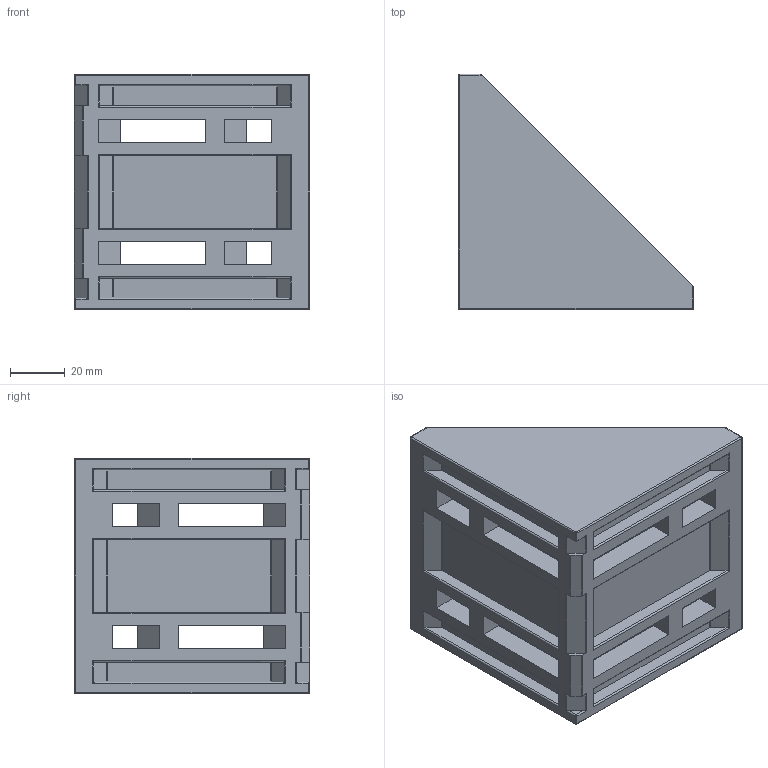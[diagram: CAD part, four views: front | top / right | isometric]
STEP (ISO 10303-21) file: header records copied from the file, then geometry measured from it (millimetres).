
FILE_DESCRIPTION(/* description */ ('SQUADRETTA 87x87'),/* implementation_level */ '2;1');
FILE_NAME(/* name */ 'DSQAL0000047.stp',/* time_stamp */ '2019-12-02T16:06:09+01:00',/* author */ ('fzagni'),/* organization */ (''),/* preprocessor_version */ 'ST-DEVELOPER v17.2',/* originating_system */ 'Autodesk Inventor 2019',/* authorisation */ '');
FILE_SCHEMA (('AUTOMOTIVE_DESIGN { 1 0 10303 214 3 1 1 }'));
Length unit declared in the file: millimetre
Products named in the file (1): DSQAL0000047
Bounding box: 86 x 86 x 86 mm (x, y, z)
Volume: 111549.9 mm3; surface area: 49001.9 mm2
Topology: 1 solids, 1 shells, 194 faces, 518 edges, 330 vertices
Faces by surface type: plane 110, cylinder 77, sphere 7
Entity records: 6088 total; most frequent: DIRECTION 1061, CARTESIAN_POINT 1043, ORIENTED_EDGE 1036, EDGE_CURVE 518, LINE 365, VECTOR 365, AXIS2_PLACEMENT_3D 348, VERTEX_POINT 330
